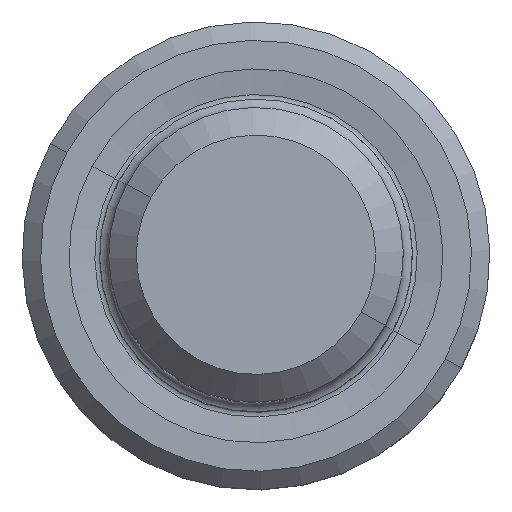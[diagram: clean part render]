
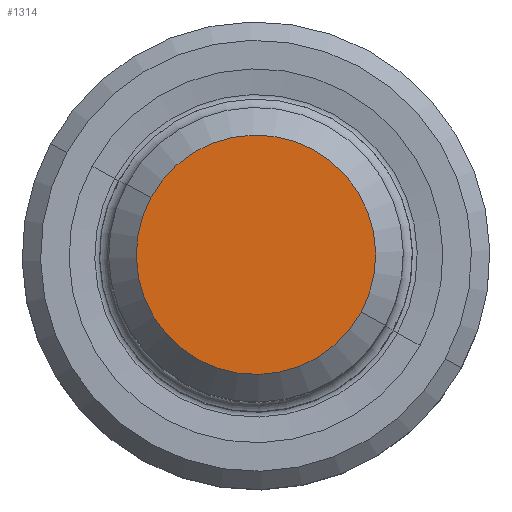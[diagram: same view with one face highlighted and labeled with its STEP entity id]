
A CAD part, top view. The second image highlights one B-rep face of the part: STEP entity #1314.
In plain terms, the highlighted planar face has unit normal (0, 0, 1).
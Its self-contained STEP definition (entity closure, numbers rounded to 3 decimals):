
#1257=CARTESIAN_POINT('Vertex',(-2.852,1.558,44.)) ;
#1260=CARTESIAN_POINT('Axis2P3D Location',(0.,0.,44.)) ;
#1264=CARTESIAN_POINT('Vertex',(2.852,-1.558,44.)) ;
#1279=CARTESIAN_POINT('Axis2P3D Location',(0.,0.,44.)) ;
#1305=CARTESIAN_POINT('Axis2P3D Location',(0.,0.,44.)) ;
#1261=DIRECTION('Axis2P3D Direction',(0.,0.,-1.)) ;
#1280=DIRECTION('Axis2P3D Direction',(0.,0.,-1.)) ;
#1306=DIRECTION('Axis2P3D Direction',(0.,0.,-1.)) ;
#1307=DIRECTION('Axis2P3D XDirection',(1.,0.,0.)) ;
#1262=AXIS2_PLACEMENT_3D('Circle Axis2P3D',#1260,#1261,$) ;
#1281=AXIS2_PLACEMENT_3D('Circle Axis2P3D',#1279,#1280,$) ;
#1308=AXIS2_PLACEMENT_3D('Plane Axis2P3D',#1305,#1306,#1307) ;
#1311=ORIENTED_EDGE('',*,*,#1266,.F.) ;
#1312=ORIENTED_EDGE('',*,*,#1283,.F.) ;
#1314=ADVANCED_FACE('Hauptk\X2\00F6\X0\rper',(#1313),#1309,.F.) ;
#1263=CIRCLE('generated circle',#1262,3.25) ;
#1282=CIRCLE('generated circle',#1281,3.25) ;
#1266=EDGE_CURVE('',#1258,#1265,#1263,.T.) ;
#1283=EDGE_CURVE('',#1265,#1258,#1282,.T.) ;
#1310=EDGE_LOOP('',(#1311,#1312)) ;
#1313=FACE_OUTER_BOUND('',#1310,.T.) ;
#1309=PLANE('',#1308) ;
#1258=VERTEX_POINT('',#1257) ;
#1265=VERTEX_POINT('',#1264) ;
